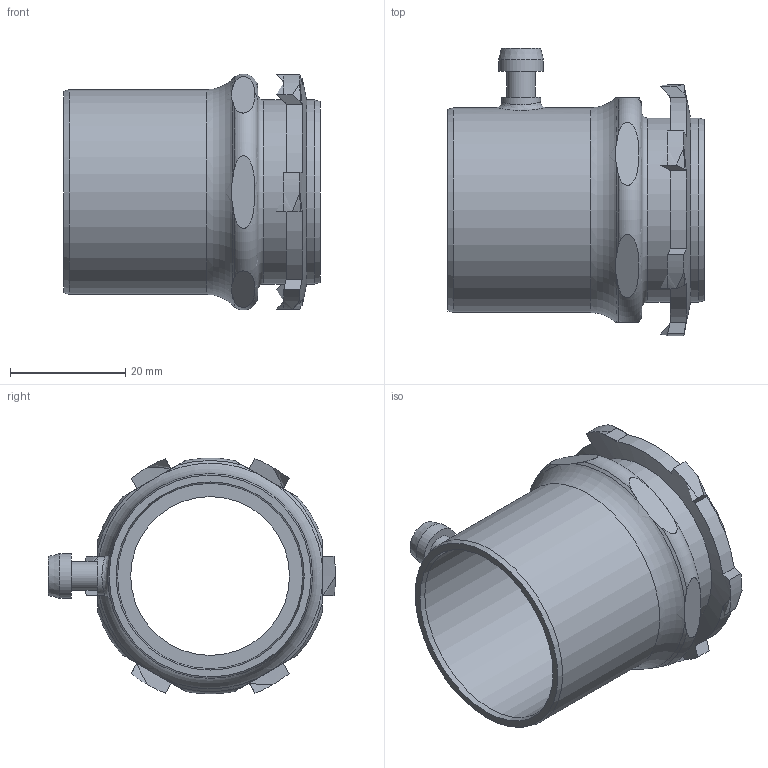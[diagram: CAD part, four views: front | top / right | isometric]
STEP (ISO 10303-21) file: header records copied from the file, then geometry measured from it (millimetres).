
FILE_DESCRIPTION(/* description */ (''),/* implementation_level */ '2;1');
FILE_NAME(/* name */ '',/* time_stamp */ '2025-06-20T15:31:37+07:00',/* author */ ('zeta-72'),/* organization */ (''),/* preprocessor_version */ 'ST-DEVELOPER v19.2',/* originating_system */ 'Autodesk Inventor 2024',/* authorisation */ '');
FILE_SCHEMA (('AUTOMOTIVE_DESIGN { 1 0 10303 214 3 1 1 }'));
Length unit declared in the file: millimetre
Products named in the file (1): ЗЭТА.046.000.000_Муфта вводная 
IP40_Упростить_1
Bounding box: 44.5 x 49.9 x 41 mm (x, y, z)
Volume: 11812.2 mm3; surface area: 11707.2 mm2
Topology: 1 solids, 1 shells, 88 faces, 267 edges, 164 vertices
Faces by surface type: plane 25, bspline 25, cylinder 20, cone 15, torus 3
Full cylindrical faces by diameter (mm): 5 x1, 6.8 x1, 7.8 x1, 27.6 x1, 32 x2, 32.2 x1, 35.6 x1
Entity records: 4106 total; most frequent: CARTESIAN_POINT 1913, ORIENTED_EDGE 486, DIRECTION 359, EDGE_CURVE 243, VERTEX_POINT 164, AXIS2_PLACEMENT_3D 157, EDGE_LOOP 97, CIRCLE 93
